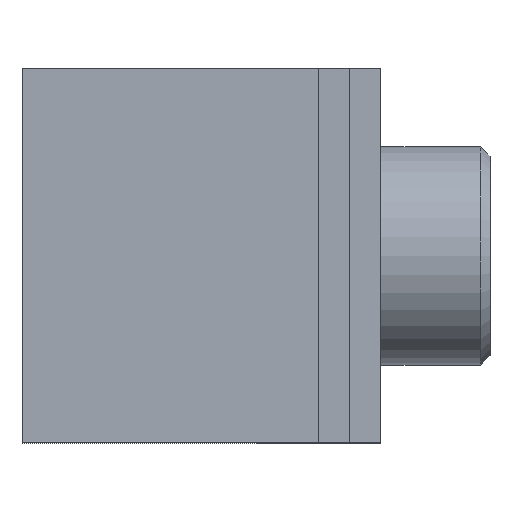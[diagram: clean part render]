
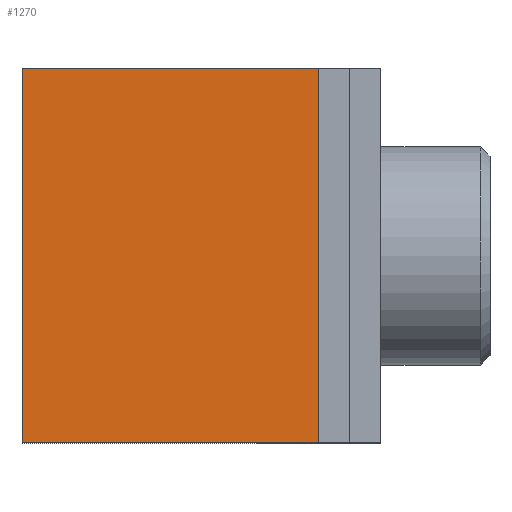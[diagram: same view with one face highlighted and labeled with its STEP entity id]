
A CAD part, top view. The second image highlights one B-rep face of the part: STEP entity #1270.
In plain terms, the highlighted planar face has unit normal (0, 0, 1).
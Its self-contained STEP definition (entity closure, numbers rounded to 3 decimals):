
#22=PLANE('',#1364);
#93=FACE_OUTER_BOUND('',#165,.T.);
#165=EDGE_LOOP('',(#884,#885,#886,#887));
#255=LINE('',#1818,#416);
#256=LINE('',#1820,#417);
#257=LINE('',#1822,#418);
#258=LINE('',#1823,#419);
#416=VECTOR('',#1485,0.095);
#417=VECTOR('',#1486,0.12);
#418=VECTOR('',#1487,0.095);
#419=VECTOR('',#1488,0.12);
#592=VERTEX_POINT('',#1816);
#593=VERTEX_POINT('',#1817);
#594=VERTEX_POINT('',#1819);
#595=VERTEX_POINT('',#1821);
#707=EDGE_CURVE('',#592,#593,#255,.T.);
#708=EDGE_CURVE('',#593,#594,#256,.T.);
#709=EDGE_CURVE('',#595,#594,#257,.T.);
#710=EDGE_CURVE('',#595,#592,#258,.T.);
#884=ORIENTED_EDGE('',*,*,#707,.T.);
#885=ORIENTED_EDGE('',*,*,#708,.T.);
#886=ORIENTED_EDGE('',*,*,#709,.F.);
#887=ORIENTED_EDGE('',*,*,#710,.T.);
#1270=ADVANCED_FACE('',(#93),#22,.F.);
#1364=AXIS2_PLACEMENT_3D('',#1815,#1483,#1484);
#1483=DIRECTION('center_axis',(0.,0.,-1.));
#1484=DIRECTION('ref_axis',(-1.,0.,0.));
#1485=DIRECTION('',(1.,0.,0.));
#1486=DIRECTION('',(0.,1.,0.));
#1487=DIRECTION('',(1.,0.,0.));
#1488=DIRECTION('',(0.,-1.,0.));
#1815=CARTESIAN_POINT('Origin',(-0.035,0.06,0.035));
#1816=CARTESIAN_POINT('',(-0.15,-0.06,0.035));
#1817=CARTESIAN_POINT('',(-0.055,-0.06,0.035));
#1818=CARTESIAN_POINT('',(-0.15,-0.06,0.035));
#1819=CARTESIAN_POINT('',(-0.055,0.06,0.035));
#1820=CARTESIAN_POINT('',(-0.055,-0.06,0.035));
#1821=CARTESIAN_POINT('',(-0.15,0.06,0.035));
#1822=CARTESIAN_POINT('',(-0.15,0.06,0.035));
#1823=CARTESIAN_POINT('',(-0.15,0.06,0.035));
